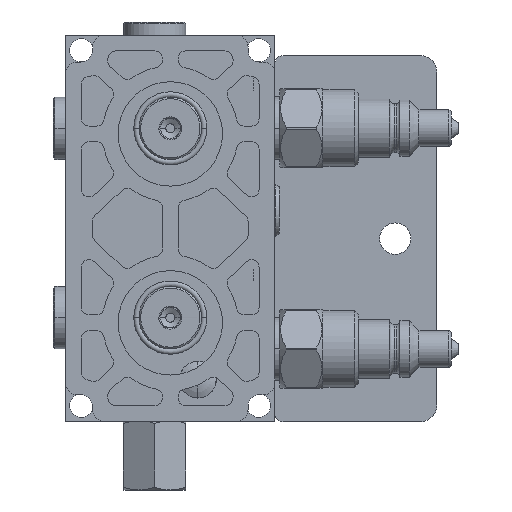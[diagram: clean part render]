
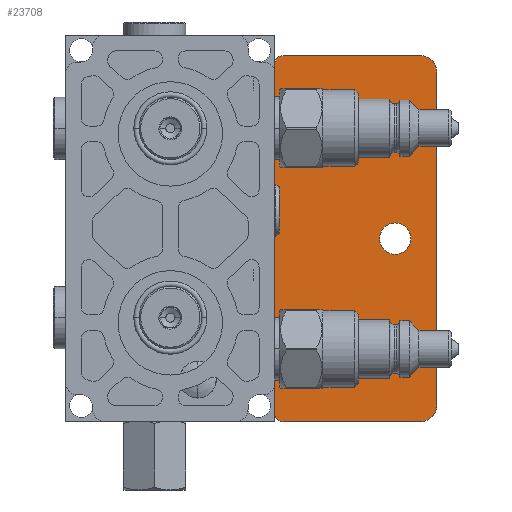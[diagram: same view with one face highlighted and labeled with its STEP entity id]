
A CAD part, front view. The second image highlights one B-rep face of the part: STEP entity #23708.
In plain terms, the highlighted planar face has unit normal (0, -1, 0).
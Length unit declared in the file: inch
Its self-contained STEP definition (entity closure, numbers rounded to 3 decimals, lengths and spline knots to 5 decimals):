
#1479=DIRECTION('',(0.,0.,1.));
#1480=VECTOR('',#1479,0.21);
#1481=CARTESIAN_POINT('',(1.25,2.,1.757));
#1482=LINE('',#1481,#1480);
#1483=CARTESIAN_POINT('',(1.35,2.,1.967));
#1484=DIRECTION('',(0.,-1.,0.));
#1485=DIRECTION('',(0.,0.,1.));
#1486=AXIS2_PLACEMENT_3D('',#1483,#1484,#1485);
#1488=DIRECTION('',(1.,0.,0.));
#1489=VECTOR('',#1488,1.64);
#1490=CARTESIAN_POINT('',(1.35,2.,2.067));
#1491=LINE('',#1490,#1489);
#1492=CARTESIAN_POINT('',(2.99,2.,1.867));
#1493=DIRECTION('',(0.,-1.,0.));
#1494=DIRECTION('',(1.,0.,0.));
#1495=AXIS2_PLACEMENT_3D('',#1492,#1493,#1494);
#1497=DIRECTION('',(0.,0.,-1.));
#1498=VECTOR('',#1497,3.98);
#1499=CARTESIAN_POINT('',(3.19,2.,1.867));
#1500=LINE('',#1499,#1498);
#1501=CARTESIAN_POINT('',(2.99,2.,-2.113));
#1502=DIRECTION('',(0.,-1.,0.));
#1503=DIRECTION('',(0.,0.,-1.));
#1504=AXIS2_PLACEMENT_3D('',#1501,#1502,#1503);
#1506=DIRECTION('',(-1.,0.,0.));
#1507=VECTOR('',#1506,1.64);
#1508=CARTESIAN_POINT('',(2.99,2.,-2.313));
#1509=LINE('',#1508,#1507);
#1510=CARTESIAN_POINT('',(1.35,2.,-2.213));
#1511=DIRECTION('',(0.,-1.,0.));
#1512=DIRECTION('',(-1.,0.,0.));
#1513=AXIS2_PLACEMENT_3D('',#1510,#1511,#1512);
#1515=DIRECTION('',(0.,0.,1.));
#1516=VECTOR('',#1515,1.77);
#1517=CARTESIAN_POINT('',(1.25,2.,-2.213));
#1518=LINE('',#1517,#1516);
#1519=CARTESIAN_POINT('',(2.69,2.,-0.123));
#1520=DIRECTION('',(0.,-1.,0.));
#1521=DIRECTION('',(0.,0.,1.));
#1522=AXIS2_PLACEMENT_3D('',#1519,#1520,#1521);
#1524=CARTESIAN_POINT('',(2.69,2.,-0.123));
#1525=DIRECTION('',(0.,-1.,0.));
#1526=DIRECTION('',(0.,0.,-1.));
#1527=AXIS2_PLACEMENT_3D('',#1524,#1525,#1526);
#1565=DIRECTION('',(0.,0.,1.));
#1566=VECTOR('',#1565,2.2);
#1567=CARTESIAN_POINT('',(1.25,2.,-0.443));
#1568=LINE('',#1567,#1566);
#21941=CARTESIAN_POINT('',(2.99,2.,-2.313));
#21942=CARTESIAN_POINT('',(3.19,2.,-2.113));
#21943=VERTEX_POINT('',#21941);
#21944=VERTEX_POINT('',#21942);
#21949=CARTESIAN_POINT('',(3.19,2.,1.867));
#21950=CARTESIAN_POINT('',(2.99,2.,2.067));
#21951=VERTEX_POINT('',#21949);
#21952=VERTEX_POINT('',#21950);
#21957=CARTESIAN_POINT('',(1.25,2.,-2.213));
#21958=CARTESIAN_POINT('',(1.35,2.,-2.313));
#21959=VERTEX_POINT('',#21957);
#21960=VERTEX_POINT('',#21958);
#21973=CARTESIAN_POINT('',(1.35,2.,2.067));
#21974=CARTESIAN_POINT('',(1.25,2.,1.967));
#21975=VERTEX_POINT('',#21973);
#21976=VERTEX_POINT('',#21974);
#21989=CARTESIAN_POINT('',(2.69,2.,0.0645));
#21990=CARTESIAN_POINT('',(2.69,2.,-0.3105));
#21991=VERTEX_POINT('',#21989);
#21992=VERTEX_POINT('',#21990);
#22029=CARTESIAN_POINT('',(1.25,2.,-0.443));
#22030=CARTESIAN_POINT('',(1.25,2.,1.757));
#22031=VERTEX_POINT('',#22029);
#22032=VERTEX_POINT('',#22030);
#23676=CARTESIAN_POINT('',(3.19,2.,2.067));
#23677=DIRECTION('',(0.,1.,0.));
#23678=DIRECTION('',(0.,0.,-1.));
#23679=AXIS2_PLACEMENT_3D('',#23676,#23677,#23678);
#23680=PLANE('',#23679);
#23682=ORIENTED_EDGE('',*,*,#23681,.T.);
#23684=ORIENTED_EDGE('',*,*,#23683,.T.);
#23686=ORIENTED_EDGE('',*,*,#23685,.F.);
#23688=ORIENTED_EDGE('',*,*,#23687,.T.);
#23690=ORIENTED_EDGE('',*,*,#23689,.F.);
#23692=ORIENTED_EDGE('',*,*,#23691,.T.);
#23694=ORIENTED_EDGE('',*,*,#23693,.F.);
#23696=ORIENTED_EDGE('',*,*,#23695,.T.);
#23698=ORIENTED_EDGE('',*,*,#23697,.F.);
#23699=ORIENTED_EDGE('',*,*,#23667,.T.);
#23700=EDGE_LOOP('',(#23682,#23684,#23686,#23688,#23690,#23692,#23694,#23696,
#23698,#23699));
#23701=FACE_OUTER_BOUND('',#23700,.F.);
#23703=ORIENTED_EDGE('',*,*,#23702,.T.);
#23705=ORIENTED_EDGE('',*,*,#23704,.T.);
#23706=EDGE_LOOP('',(#23703,#23705));
#23707=FACE_BOUND('',#23706,.F.);
#23708=ADVANCED_FACE('',(#23701,#23707),#23680,.F.);
#1487=CIRCLE('',#1486,0.1);
#1496=CIRCLE('',#1495,0.2);
#1505=CIRCLE('',#1504,0.2);
#1514=CIRCLE('',#1513,0.1);
#1523=CIRCLE('',#1522,0.1875);
#1528=CIRCLE('',#1527,0.1875);
#23667=EDGE_CURVE('',#21959,#22031,#1518,.T.);
#23681=EDGE_CURVE('',#22031,#22032,#1568,.T.);
#23683=EDGE_CURVE('',#22032,#21976,#1482,.T.);
#23685=EDGE_CURVE('',#21975,#21976,#1487,.T.);
#23687=EDGE_CURVE('',#21975,#21952,#1491,.T.);
#23689=EDGE_CURVE('',#21951,#21952,#1496,.T.);
#23691=EDGE_CURVE('',#21951,#21944,#1500,.T.);
#23693=EDGE_CURVE('',#21943,#21944,#1505,.T.);
#23695=EDGE_CURVE('',#21943,#21960,#1509,.T.);
#23697=EDGE_CURVE('',#21959,#21960,#1514,.T.);
#23702=EDGE_CURVE('',#21991,#21992,#1523,.T.);
#23704=EDGE_CURVE('',#21992,#21991,#1528,.T.);
